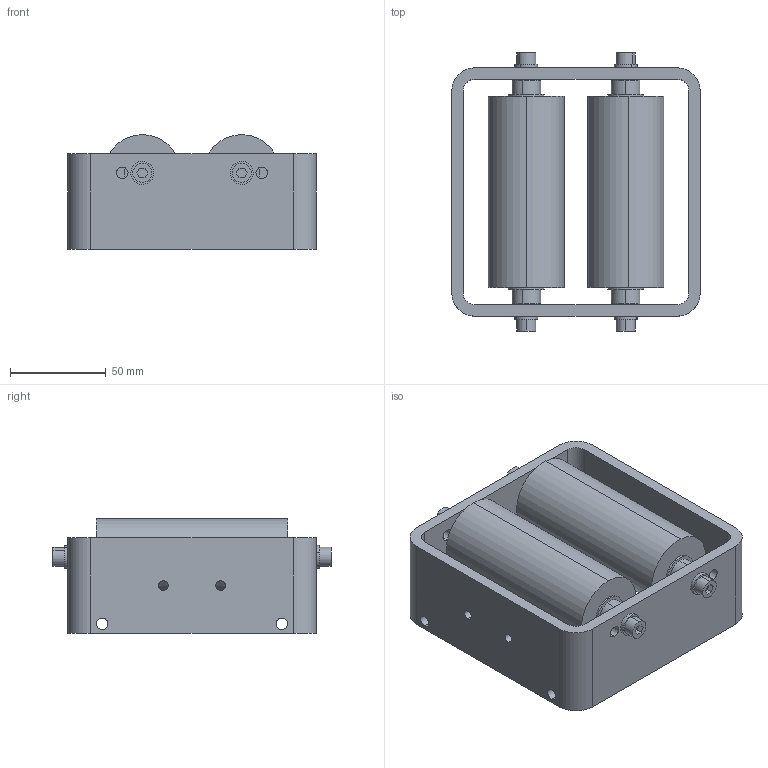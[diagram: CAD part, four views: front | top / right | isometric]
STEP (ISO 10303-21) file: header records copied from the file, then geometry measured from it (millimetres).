
FILE_DESCRIPTION (( 'STEP AP214' ), '1' );
FILE_NAME ('250730 STEP 3-400956-00_10469A.STEP', '2025-07-30T14:13:03', ( '' ), ( '' ), 'SwSTEP 2.0', 'SolidWorks 2024', '' );
FILE_SCHEMA (( 'AUTOMOTIVE_DESIGN' ));
Length unit declared in the file: millimetre
Products named in the file (1): 250730 STEP 3-400956-00_10469A
Bounding box: 130 x 145.6 x 60 mm (x, y, z)
Volume: 339952.8 mm3; surface area: 116815.6 mm2
Topology: 1 solids, 15 shells, 373 faces, 944 edges, 612 vertices
Faces by surface type: plane 134, cylinder 132, bspline 75, cone 16, torus 16
Entity records: 14907 total; most frequent: CARTESIAN_POINT 6053, ORIENTED_EDGE 1872, DIRECTION 1704, EDGE_CURVE 936, AXIS2_PLACEMENT_3D 619, VERTEX_POINT 612, LINE 466, VECTOR 466
